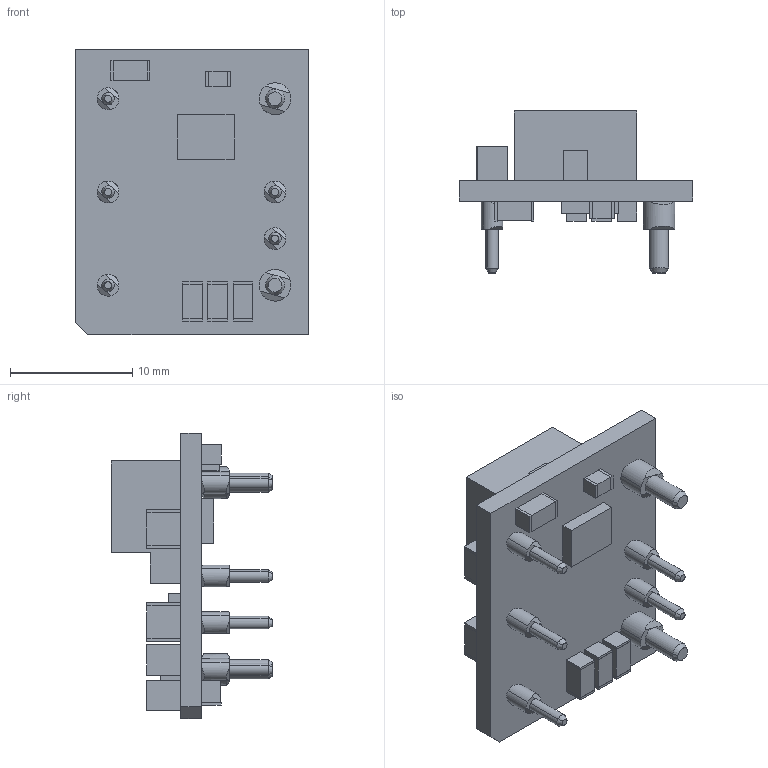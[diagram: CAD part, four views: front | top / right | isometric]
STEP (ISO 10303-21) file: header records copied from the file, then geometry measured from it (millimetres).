
FILE_DESCRIPTION (( 'STEP AP214' ), '1' );
FILE_NAME ('i3a_outline.STEP', '2018-06-07T01:51:22', ( '' ), ( '' ), 'SwSTEP 2.0', 'SolidWorks 2017', '' );
FILE_SCHEMA (( 'AUTOMOTIVE_DESIGN' ));
Length unit declared in the file: millimetre
Products named in the file (1): i3a_outline
Bounding box: 19.05 x 13.21 x 23.37 mm (x, y, z)
Volume: 1493.4 mm3; surface area: 1828.4 mm2
Topology: 1 solids, 1 shells, 303 faces, 756 edges, 466 vertices
Faces by surface type: plane 261, cylinder 28, cone 14
Entity records: 12201 total; most frequent: CARTESIAN_POINT 1610, ORIENTED_EDGE 1512, DIRECTION 1448, EDGE_CURVE 756, LINE 616, VECTOR 616, VERTEX_POINT 466, AXIS2_PLACEMENT_3D 416
